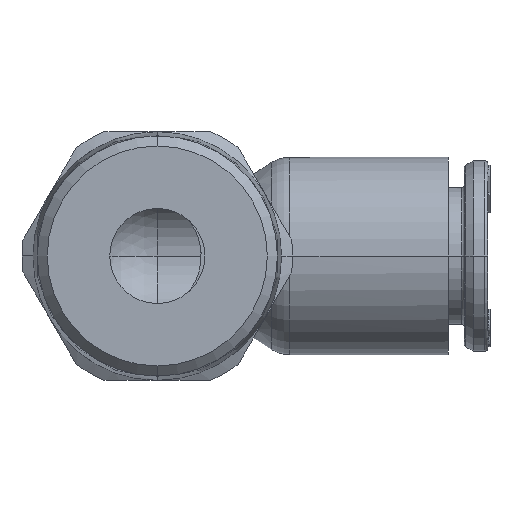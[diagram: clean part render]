
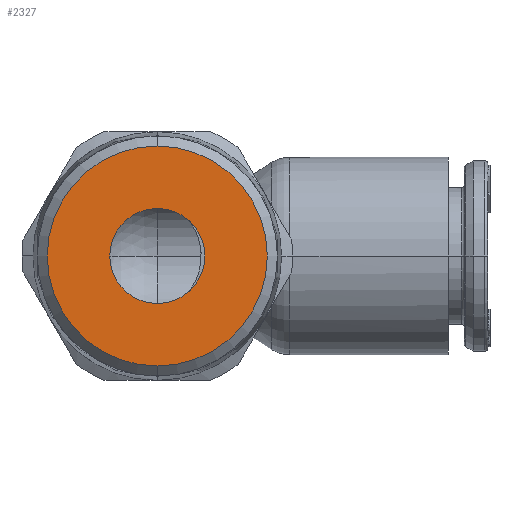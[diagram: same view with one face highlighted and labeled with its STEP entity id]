
A CAD part, front view. The second image highlights one B-rep face of the part: STEP entity #2327.
In plain terms, the highlighted planar face has unit normal (0, -1, 0).
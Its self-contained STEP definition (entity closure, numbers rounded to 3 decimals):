
#2327=ADVANCED_FACE('',(#4747,#4748),#4749,.T.);
#4747=FACE_OUTER_BOUND('',#8740,.T.);
#4748=FACE_BOUND('',#8741,.T.);
#4749=PLANE('',#8742);
#8740=EDGE_LOOP('',(#15402,#15403));
#8741=EDGE_LOOP('',(#15404,#15405));
#8742=AXIS2_PLACEMENT_3D('',#15406,#15407,#15408);
#15402=ORIENTED_EDGE('',*,*,#16770,.F.);
#15403=ORIENTED_EDGE('',*,*,#19453,.F.);
#15404=ORIENTED_EDGE('',*,*,#19454,.F.);
#15405=ORIENTED_EDGE('',*,*,#18395,.F.);
#15406=CARTESIAN_POINT('',(0.0,-35.55,0.0));
#15407=DIRECTION('',(0.0,-1.0,0.0));
#15408=DIRECTION('',(1.0,0.0,0.0));
#16770=EDGE_CURVE('',#19789,#19784,#19791,.T.);
#18395=EDGE_CURVE('',#22424,#22419,#22426,.T.);
#19453=EDGE_CURVE('',#19784,#19789,#23778,.T.);
#19454=EDGE_CURVE('',#22419,#22424,#23779,.T.);
#19784=VERTEX_POINT('',#24155);
#19789=VERTEX_POINT('',#24161);
#19791=CIRCLE('',#24164,7.522);
#22419=VERTEX_POINT('',#29210);
#22424=VERTEX_POINT('',#29216);
#22426=CIRCLE('',#29219,3.25);
#23778=CIRCLE('',#31669,7.522);
#23779=CIRCLE('',#31670,3.25);
#24155=CARTESIAN_POINT('',(0.,-35.55,7.522));
#24161=CARTESIAN_POINT('',(0.0,-35.55,-7.522));
#24164=AXIS2_PLACEMENT_3D('',#32066,#32067,#32068);
#29210=CARTESIAN_POINT('',(0.0,-35.55,3.25));
#29216=CARTESIAN_POINT('',(0.,-35.55,-3.25));
#29219=AXIS2_PLACEMENT_3D('',#34003,#34004,#34005);
#31669=AXIS2_PLACEMENT_3D('',#35053,#35054,#35055);
#31670=AXIS2_PLACEMENT_3D('',#35056,#35057,#35058);
#32066=CARTESIAN_POINT('',(0.0,-35.55,0.0));
#32067=DIRECTION('',(0.0,1.0,0.0));
#32068=DIRECTION('',(0.0,0.0,1.0));
#34003=CARTESIAN_POINT('',(0.0,-35.55,0.0));
#34004=DIRECTION('',(0.0,-1.0,0.0));
#34005=DIRECTION('',(0.0,0.0,1.0));
#35053=CARTESIAN_POINT('',(0.0,-35.55,0.0));
#35054=DIRECTION('',(0.0,1.0,0.0));
#35055=DIRECTION('',(0.0,0.0,1.0));
#35056=CARTESIAN_POINT('',(0.0,-35.55,0.0));
#35057=DIRECTION('',(0.0,-1.0,0.0));
#35058=DIRECTION('',(0.0,0.0,1.0));
